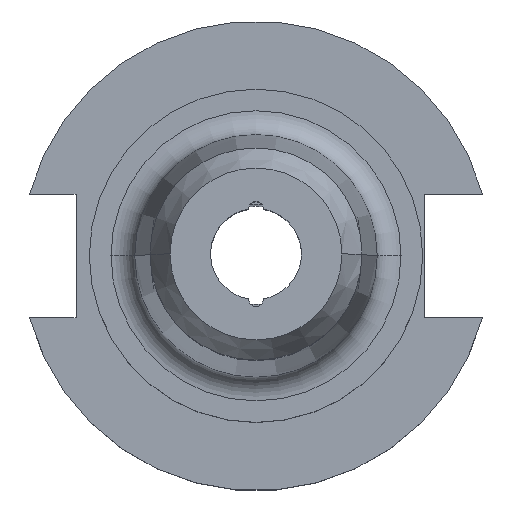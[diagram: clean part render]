
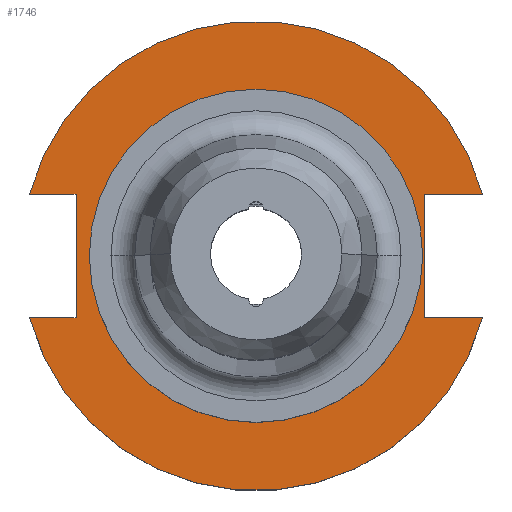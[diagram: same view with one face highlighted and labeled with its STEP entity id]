
A CAD part, top view. The second image highlights one B-rep face of the part: STEP entity #1746.
In plain terms, the highlighted planar face has unit normal (0, 0, 1).
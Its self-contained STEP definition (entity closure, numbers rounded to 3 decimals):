
#6 = FACE_OUTER_BOUND ( 'NONE', #515, .T. ) ;
#21 = CARTESIAN_POINT ( 'NONE',  ( 35.306, 12.954, 19.05 ) ) ;
#23 = CARTESIAN_POINT ( 'NONE',  ( 35.306, -12.954, 19.05 ) ) ;
#33 = LINE ( 'NONE', #1913, #1341 ) ;
#70 = VERTEX_POINT ( 'NONE', #442 ) ;
#122 = DIRECTION ( 'NONE',  ( 0., 0., 1. ) ) ;
#124 = CARTESIAN_POINT ( 'NONE',  ( 0., 49.212, 19.05 ) ) ;
#182 = DIRECTION ( 'NONE',  ( 0., 0., 1. ) ) ;
#202 = ORIENTED_EDGE ( 'NONE', *, *, #999, .F. ) ;
#205 = VERTEX_POINT ( 'NONE', #750 ) ;
#233 = VECTOR ( 'NONE', #1867, 1000. ) ;
#269 = ORIENTED_EDGE ( 'NONE', *, *, #876, .T. ) ;
#282 = PLANE ( 'NONE',  #680 ) ;
#319 = CARTESIAN_POINT ( 'NONE',  ( 47.477, -12.954, 19.05 ) ) ;
#327 = EDGE_CURVE ( 'NONE', #70, #797, #1806, .T. ) ;
#343 = DIRECTION ( 'NONE',  ( 1., 0., 0. ) ) ;
#348 = DIRECTION ( 'NONE',  ( 1., 0., 0. ) ) ;
#351 = EDGE_LOOP ( 'NONE', ( #1063, #1050 ) ) ;
#382 = VECTOR ( 'NONE', #348, 1000. ) ;
#390 = EDGE_CURVE ( 'NONE', #797, #70, #409, .T. ) ;
#409 = CIRCLE ( 'NONE', #1042, 34.925 ) ;
#442 = CARTESIAN_POINT ( 'NONE',  ( -34.925, 0., 19.05 ) ) ;
#449 = VERTEX_POINT ( 'NONE', #319 ) ;
#480 = VERTEX_POINT ( 'NONE', #1954 ) ;
#515 = EDGE_LOOP ( 'NONE', ( #1655, #202, #1108, #610, #269, #1999, #1579, #898 ) ) ;
#542 = VERTEX_POINT ( 'NONE', #1625 ) ;
#549 = DIRECTION ( 'NONE',  ( 1., 0., 0. ) ) ;
#610 = ORIENTED_EDGE ( 'NONE', *, *, #2089, .F. ) ;
#624 = VERTEX_POINT ( 'NONE', #23 ) ;
#662 = EDGE_CURVE ( 'NONE', #480, #1441, #1572, .T. ) ;
#680 = AXIS2_PLACEMENT_3D ( 'NONE', #124, #122, #1122 ) ;
#681 = LINE ( 'NONE', #1198, #233 ) ;
#689 = CARTESIAN_POINT ( 'NONE',  ( -37.719, -12.954, 19.05 ) ) ;
#713 = AXIS2_PLACEMENT_3D ( 'NONE', #1023, #182, #343 ) ;
#726 = EDGE_CURVE ( 'NONE', #1441, #542, #681, .T. ) ;
#737 = VERTEX_POINT ( 'NONE', #2102 ) ;
#748 = AXIS2_PLACEMENT_3D ( 'NONE', #1890, #1516, #549 ) ;
#750 = CARTESIAN_POINT ( 'NONE',  ( 35.306, 12.954, 19.05 ) ) ;
#771 = LINE ( 'NONE', #21, #1607 ) ;
#797 = VERTEX_POINT ( 'NONE', #1340 ) ;
#876 = EDGE_CURVE ( 'NONE', #1021, #737, #1099, .T. ) ;
#881 = DIRECTION ( 'NONE',  ( 0., 0., 1. ) ) ;
#898 = ORIENTED_EDGE ( 'NONE', *, *, #662, .F. ) ;
#958 = LINE ( 'NONE', #1488, #1701 ) ;
#963 = DIRECTION ( 'NONE',  ( -1., 0., 0. ) ) ;
#975 = VECTOR ( 'NONE', #1152, 1000. ) ;
#999 = EDGE_CURVE ( 'NONE', #624, #449, #958, .T. ) ;
#1021 = VERTEX_POINT ( 'NONE', #1831 ) ;
#1023 = CARTESIAN_POINT ( 'NONE',  ( 0., 0., 19.05 ) ) ;
#1038 = CARTESIAN_POINT ( 'NONE',  ( -63.719, -12.954, 19.05 ) ) ;
#1042 = AXIS2_PLACEMENT_3D ( 'NONE', #1838, #881, #2006 ) ;
#1050 = ORIENTED_EDGE ( 'NONE', *, *, #327, .F. ) ;
#1063 = ORIENTED_EDGE ( 'NONE', *, *, #390, .F. ) ;
#1099 = CIRCLE ( 'NONE', #1670, 49.212 ) ;
#1108 = ORIENTED_EDGE ( 'NONE', *, *, #1963, .F. ) ;
#1121 = CARTESIAN_POINT ( 'NONE',  ( 35.306, 12.954, 19.05 ) ) ;
#1122 = DIRECTION ( 'NONE',  ( 1., 0., 0. ) ) ;
#1152 = DIRECTION ( 'NONE',  ( 0., -1., 0. ) ) ;
#1198 = CARTESIAN_POINT ( 'NONE',  ( -37.719, 12.954, 19.05 ) ) ;
#1219 = EDGE_CURVE ( 'NONE', #480, #449, #1399, .T. ) ;
#1274 = FACE_BOUND ( 'NONE', #351, .T. ) ;
#1340 = CARTESIAN_POINT ( 'NONE',  ( 34.925, 0., 19.05 ) ) ;
#1341 = VECTOR ( 'NONE', #1922, 1000. ) ;
#1394 = LINE ( 'NONE', #1121, #975 ) ;
#1399 = CIRCLE ( 'NONE', #748, 49.212 ) ;
#1441 = VERTEX_POINT ( 'NONE', #689 ) ;
#1488 = CARTESIAN_POINT ( 'NONE',  ( 35.306, -12.954, 19.05 ) ) ;
#1516 = DIRECTION ( 'NONE',  ( 0., 0., 1. ) ) ;
#1572 = LINE ( 'NONE', #1038, #382 ) ;
#1579 = ORIENTED_EDGE ( 'NONE', *, *, #726, .F. ) ;
#1607 = VECTOR ( 'NONE', #963, 1000. ) ;
#1625 = CARTESIAN_POINT ( 'NONE',  ( -37.719, 12.954, 19.05 ) ) ;
#1655 = ORIENTED_EDGE ( 'NONE', *, *, #1219, .T. ) ;
#1662 = DIRECTION ( 'NONE',  ( 1., 0., 0. ) ) ;
#1670 = AXIS2_PLACEMENT_3D ( 'NONE', #1693, #1688, #1675 ) ;
#1675 = DIRECTION ( 'NONE',  ( 1., 0., 0. ) ) ;
#1688 = DIRECTION ( 'NONE',  ( 0., 0., 1. ) ) ;
#1693 = CARTESIAN_POINT ( 'NONE',  ( 0., 0., 19.05 ) ) ;
#1701 = VECTOR ( 'NONE', #1662, 1000. ) ;
#1746 = ADVANCED_FACE ( 'NONE', ( #1274, #6 ), #282, .T. ) ;
#1806 = CIRCLE ( 'NONE', #713, 34.925 ) ;
#1831 = CARTESIAN_POINT ( 'NONE',  ( 47.477, 12.954, 19.05 ) ) ;
#1838 = CARTESIAN_POINT ( 'NONE',  ( 0., 0., 19.05 ) ) ;
#1867 = DIRECTION ( 'NONE',  ( 0., 1., 0. ) ) ;
#1890 = CARTESIAN_POINT ( 'NONE',  ( 0., 0., 19.05 ) ) ;
#1913 = CARTESIAN_POINT ( 'NONE',  ( -63.719, 12.954, 19.05 ) ) ;
#1922 = DIRECTION ( 'NONE',  ( -1., 0., 0. ) ) ;
#1954 = CARTESIAN_POINT ( 'NONE',  ( -47.477, -12.954, 19.05 ) ) ;
#1963 = EDGE_CURVE ( 'NONE', #205, #624, #1394, .T. ) ;
#1999 = ORIENTED_EDGE ( 'NONE', *, *, #2054, .F. ) ;
#2006 = DIRECTION ( 'NONE',  ( 1., 0., 0. ) ) ;
#2054 = EDGE_CURVE ( 'NONE', #542, #737, #33, .T. ) ;
#2089 = EDGE_CURVE ( 'NONE', #1021, #205, #771, .T. ) ;
#2102 = CARTESIAN_POINT ( 'NONE',  ( -47.477, 12.954, 19.05 ) ) ;
